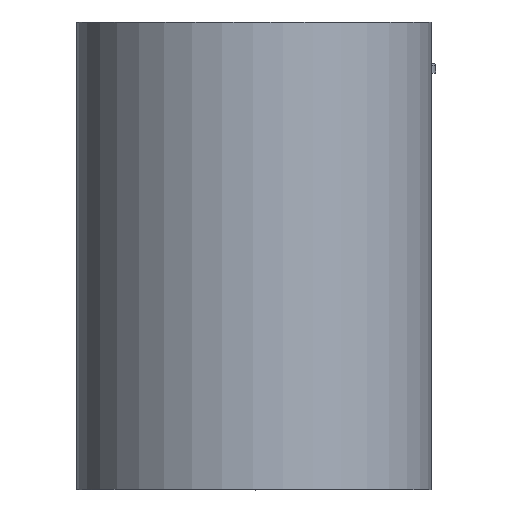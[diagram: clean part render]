
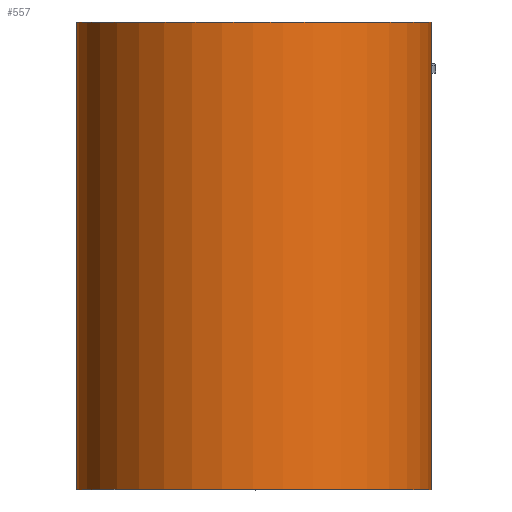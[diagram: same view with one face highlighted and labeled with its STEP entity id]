
A CAD part, top view. The second image highlights one B-rep face of the part: STEP entity #557.
In plain terms, the highlighted cylindrical face has radius 45.5 mm (diameter 91 mm), a full revolution.
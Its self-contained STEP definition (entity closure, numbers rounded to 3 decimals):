
#21=B_SPLINE_CURVE_WITH_KNOTS('',3,(#877,#878,#879,#880,#881,#882,#883,
#884,#885,#886,#887,#888),.UNSPECIFIED.,.F.,.F.,(4,2,2,2,2,4),(0.093,
0.115,0.155,0.179,0.19,0.201),
 .UNSPECIFIED.);
#22=B_SPLINE_CURVE_WITH_KNOTS('',3,(#914,#915,#916,#917,#918,#919,#920,
#921,#922,#923,#924,#925),.UNSPECIFIED.,.F.,.F.,(4,2,2,2,2,4),(0.,
0.01,0.022,0.042,0.074,
0.1),.UNSPECIFIED.);
#28=LINE('',#871,#51);
#31=LINE('',#928,#54);
#50=LINE('',#1035,#73);
#51=VECTOR('',#676,10.);
#54=VECTOR('',#719,10.);
#73=VECTOR('',#850,45.5);
#89=CYLINDRICAL_SURFACE('',#655,45.5);
#99=FACE_BOUND('',#182,.T.);
#137=FACE_OUTER_BOUND('',#181,.T.);
#181=EDGE_LOOP('',(#500,#501,#502,#503));
#182=EDGE_LOOP('',(#504,#505,#506,#507,#508,#509));
#190=CIRCLE('',#575,45.5);
#198=CIRCLE('',#586,45.5);
#239=CIRCLE('',#656,45.5);
#240=CIRCLE('',#657,45.5);
#241=VERTEX_POINT('',#859);
#242=VERTEX_POINT('',#860);
#246=VERTEX_POINT('',#870);
#248=VERTEX_POINT('',#876);
#250=VERTEX_POINT('',#893);
#256=VERTEX_POINT('',#913);
#287=VERTEX_POINT('',#1032);
#288=VERTEX_POINT('',#1034);
#289=EDGE_CURVE('',#241,#242,#190,.T.);
#294=EDGE_CURVE('',#246,#241,#28,.T.);
#297=EDGE_CURVE('',#248,#246,#21,.T.);
#300=EDGE_CURVE('',#250,#248,#198,.T.);
#310=EDGE_CURVE('',#256,#250,#22,.T.);
#312=EDGE_CURVE('',#242,#256,#31,.T.);
#362=EDGE_CURVE('',#287,#287,#239,.T.);
#363=EDGE_CURVE('',#287,#288,#50,.T.);
#364=EDGE_CURVE('',#288,#288,#240,.T.);
#500=ORIENTED_EDGE('',*,*,#362,.F.);
#501=ORIENTED_EDGE('',*,*,#363,.T.);
#502=ORIENTED_EDGE('',*,*,#364,.T.);
#503=ORIENTED_EDGE('',*,*,#363,.F.);
#504=ORIENTED_EDGE('',*,*,#300,.T.);
#505=ORIENTED_EDGE('',*,*,#297,.T.);
#506=ORIENTED_EDGE('',*,*,#294,.T.);
#507=ORIENTED_EDGE('',*,*,#289,.T.);
#508=ORIENTED_EDGE('',*,*,#312,.T.);
#509=ORIENTED_EDGE('',*,*,#310,.T.);
#557=ADVANCED_FACE('',(#137,#99),#89,.T.);
#575=AXIS2_PLACEMENT_3D('',#861,#664,#665);
#586=AXIS2_PLACEMENT_3D('',#894,#688,#689);
#655=AXIS2_PLACEMENT_3D('',#1031,#846,#847);
#656=AXIS2_PLACEMENT_3D('',#1033,#848,#849);
#657=AXIS2_PLACEMENT_3D('',#1036,#851,#852);
#664=DIRECTION('center_axis',(0.,-1.,0.));
#665=DIRECTION('ref_axis',(0.771,0.,-0.637));
#676=DIRECTION('',(0.,-1.,0.));
#688=DIRECTION('center_axis',(0.,1.,0.));
#689=DIRECTION('ref_axis',(0.771,0.,-0.637));
#719=DIRECTION('',(0.,1.,0.));
#846=DIRECTION('center_axis',(0.,-1.,0.));
#847=DIRECTION('ref_axis',(0.771,0.,-0.637));
#848=DIRECTION('center_axis',(0.,-1.,0.));
#849=DIRECTION('ref_axis',(0.771,0.,-0.637));
#850=DIRECTION('',(0.,1.,0.));
#851=DIRECTION('center_axis',(0.,-1.,0.));
#852=DIRECTION('ref_axis',(0.771,0.,-0.637));
#859=CARTESIAN_POINT('',(36.253,-11.5,-27.495));
#860=CARTESIAN_POINT('',(41.938,-11.5,-17.648));
#861=CARTESIAN_POINT('Origin',(0.,-11.5,0.));
#870=CARTESIAN_POINT('',(36.253,-9.5,-27.495));
#871=CARTESIAN_POINT('',(36.253,-11.5,-27.495));
#876=CARTESIAN_POINT('',(36.77,-9.,-26.8));
#877=CARTESIAN_POINT('Ctrl Pts',(36.77,-9.,-26.8));
#878=CARTESIAN_POINT('Ctrl Pts',(36.717,-9.,-26.872));
#879=CARTESIAN_POINT('Ctrl Pts',(36.664,-9.01,-26.944));
#880=CARTESIAN_POINT('Ctrl Pts',(36.523,-9.061,-27.135));
#881=CARTESIAN_POINT('Ctrl Pts',(36.441,-9.119,-27.246));
#882=CARTESIAN_POINT('Ctrl Pts',(36.339,-9.234,-27.381));
#883=CARTESIAN_POINT('Ctrl Pts',(36.308,-9.283,-27.423));
#884=CARTESIAN_POINT('Ctrl Pts',(36.275,-9.362,-27.465));
#885=CARTESIAN_POINT('Ctrl Pts',(36.267,-9.389,-27.477));
#886=CARTESIAN_POINT('Ctrl Pts',(36.256,-9.445,-27.492));
#887=CARTESIAN_POINT('Ctrl Pts',(36.253,-9.472,-27.495));
#888=CARTESIAN_POINT('Ctrl Pts',(36.253,-9.5,-27.495));
#893=CARTESIAN_POINT('',(41.594,-9.,-18.444));
#894=CARTESIAN_POINT('Origin',(0.,-9.,0.));
#913=CARTESIAN_POINT('',(41.938,-9.5,-17.648));
#914=CARTESIAN_POINT('Ctrl Pts',(41.938,-9.5,-17.648));
#915=CARTESIAN_POINT('Ctrl Pts',(41.938,-9.468,-17.648));
#916=CARTESIAN_POINT('Ctrl Pts',(41.936,-9.437,-17.654));
#917=CARTESIAN_POINT('Ctrl Pts',(41.926,-9.369,-17.678));
#918=CARTESIAN_POINT('Ctrl Pts',(41.917,-9.334,-17.698));
#919=CARTESIAN_POINT('Ctrl Pts',(41.891,-9.253,-17.761));
#920=CARTESIAN_POINT('Ctrl Pts',(41.87,-9.21,-17.81));
#921=CARTESIAN_POINT('Ctrl Pts',(41.812,-9.117,-17.945));
#922=CARTESIAN_POINT('Ctrl Pts',(41.767,-9.069,-18.05));
#923=CARTESIAN_POINT('Ctrl Pts',(41.678,-9.013,-18.254));
#924=CARTESIAN_POINT('Ctrl Pts',(41.636,-9.,-18.35));
#925=CARTESIAN_POINT('Ctrl Pts',(41.594,-9.,-18.444));
#928=CARTESIAN_POINT('',(41.938,-11.5,-17.648));
#1031=CARTESIAN_POINT('Origin',(0.,-11.5,0.));
#1032=CARTESIAN_POINT('',(-35.082,-118.343,28.974));
#1033=CARTESIAN_POINT('Origin',(0.,-118.343,0.));
#1034=CARTESIAN_POINT('',(-35.082,1.5,28.974));
#1035=CARTESIAN_POINT('',(-35.082,-11.5,28.974));
#1036=CARTESIAN_POINT('Origin',(0.,1.5,0.));
